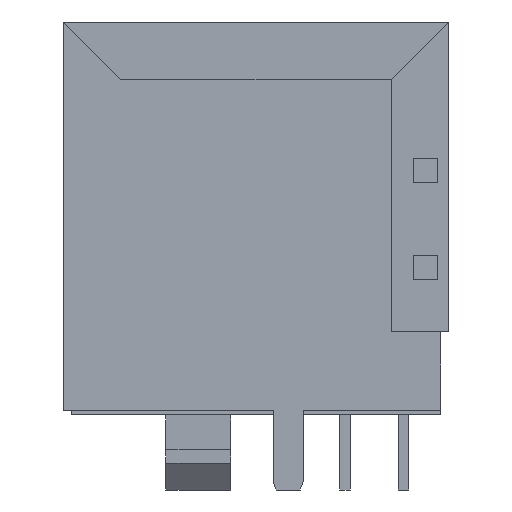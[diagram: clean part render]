
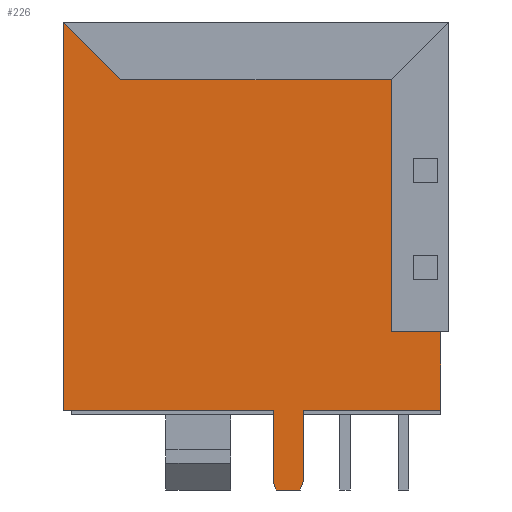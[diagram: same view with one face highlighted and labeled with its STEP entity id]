
A CAD part, left-side view. The second image highlights one B-rep face of the part: STEP entity #226.
In plain terms, the highlighted planar face has unit normal (-1, 0, 0).
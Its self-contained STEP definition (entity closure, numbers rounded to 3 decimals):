
#226 = ADVANCED_FACE ( 'NONE', ( #5716 ), #1455, .T. ) ;
#336 = VECTOR ( 'NONE', #8482, 1000. ) ;
#346 = VECTOR ( 'NONE', #8479, 1000. ) ;
#779 = CARTESIAN_POINT ( 'NONE',  ( -8.05, -8., -5.005 ) ) ;
#821 = CARTESIAN_POINT ( 'NONE',  ( -8.05, -0.74, -8.4 ) ) ;
#1198 = EDGE_LOOP ( 'NONE', ( #7344, #7347, #7345, #7346, #7349, #7348, #7350, #7352, #7351, #7353, #7354, #7355, #7356 ) ) ;
#1455 = PLANE ( 'NONE',  #5736 ) ;
#1456 = CARTESIAN_POINT ( 'NONE',  ( -8.05, 8.35, -8.4 ) ) ;
#1457 = DIRECTION ( 'NONE',  ( -1., 0., 0. ) ) ;
#1458 = DIRECTION ( 'NONE',  ( 0., 0., 1. ) ) ;
#2301 = CARTESIAN_POINT ( 'NONE',  ( -8.05, -5.85, 5.9 ) ) ;
#2345 = CARTESIAN_POINT ( 'NONE',  ( -8.05, 5.85, 5.9 ) ) ;
#2358 = CARTESIAN_POINT ( 'NONE',  ( -8.05, 8.35, -8.4 ) ) ;
#2467 = EDGE_CURVE ( 'NONE', #10006, #8754, #8477, .T. ) ;
#2468 = EDGE_CURVE ( 'NONE', #10028, #10006, #8480, .T. ) ;
#2863 = CARTESIAN_POINT ( 'NONE',  ( -8.05, -2.04, -11.5 ) ) ;
#2887 = CARTESIAN_POINT ( 'NONE',  ( -8.05, 8.35, 8.4 ) ) ;
#2892 = CARTESIAN_POINT ( 'NONE',  ( -8.05, -2.04, -8.4 ) ) ;
#2893 = CARTESIAN_POINT ( 'NONE',  ( -8.05, -1.913, -11.85 ) ) ;
#3090 = CARTESIAN_POINT ( 'NONE',  ( -8.05, -0.867, -11.85 ) ) ;
#3100 = CARTESIAN_POINT ( 'NONE',  ( -8.05, -8., -8.4 ) ) ;
#3103 = CARTESIAN_POINT ( 'NONE',  ( -8.05, -0.74, -11.5 ) ) ;
#3143 = CARTESIAN_POINT ( 'NONE',  ( -8.05, -5.85, -5.005 ) ) ;
#3415 = VECTOR ( 'NONE', #4006, 1000. ) ;
#3417 = VECTOR ( 'NONE', #4015, 1000. ) ;
#3424 = VECTOR ( 'NONE', #4036, 1000. ) ;
#3427 = VECTOR ( 'NONE', #4045, 1000. ) ;
#3429 = VECTOR ( 'NONE', #4051, 1000. ) ;
#3432 = VECTOR ( 'NONE', #4060, 1000. ) ;
#3433 = VECTOR ( 'NONE', #4063, 1000. ) ;
#3451 = VECTOR ( 'NONE', #4117, 1000. ) ;
#3465 = VECTOR ( 'NONE', #4159, 1000. ) ;
#3929 = LINE ( 'NONE', #3930, #7856 ) ;
#3930 = CARTESIAN_POINT ( 'NONE',  ( -8.05, 8.35, -8.4 ) ) ;
#3931 = DIRECTION ( 'NONE',  ( 0., -1., 0. ) ) ;
#4004 = LINE ( 'NONE', #4005, #3415 ) ;
#4005 = CARTESIAN_POINT ( 'NONE',  ( -8.05, -2.04, -8.4 ) ) ;
#4006 = DIRECTION ( 'NONE',  ( 0., 0., -1. ) ) ;
#4013 = LINE ( 'NONE', #4014, #3417 ) ;
#4014 = CARTESIAN_POINT ( 'NONE',  ( -8.05, -0.74, -8.4 ) ) ;
#4015 = DIRECTION ( 'NONE',  ( 0., 0., 1. ) ) ;
#4034 = LINE ( 'NONE', #4035, #3424 ) ;
#4035 = CARTESIAN_POINT ( 'NONE',  ( -8.05, -8., -5.005 ) ) ;
#4036 = DIRECTION ( 'NONE',  ( 0., 0., 1. ) ) ;
#4043 = LINE ( 'NONE', #4044, #3427 ) ;
#4044 = CARTESIAN_POINT ( 'NONE',  ( -8.05, 1.32, -5.841 ) ) ;
#4045 = DIRECTION ( 'NONE',  ( 0., -0.342, -0.94 ) ) ;
#4049 = LINE ( 'NONE', #4050, #3429 ) ;
#4050 = CARTESIAN_POINT ( 'NONE',  ( -8.05, 8.35, 5.9 ) ) ;
#4051 = DIRECTION ( 'NONE',  ( 0., 1., 0. ) ) ;
#4058 = LINE ( 'NONE', #4059, #3432 ) ;
#4059 = CARTESIAN_POINT ( 'NONE',  ( -8.05, -0.74, -11.85 ) ) ;
#4060 = DIRECTION ( 'NONE',  ( 0., 1., 0. ) ) ;
#4061 = LINE ( 'NONE', #4062, #3433 ) ;
#4062 = CARTESIAN_POINT ( 'NONE',  ( -8.05, -1.821, -12.102 ) ) ;
#4063 = DIRECTION ( 'NONE',  ( 0., -0.342, 0.94 ) ) ;
#4115 = LINE ( 'NONE', #4116, #3451 ) ;
#4116 = CARTESIAN_POINT ( 'NONE',  ( -8.05, -0.05, 0. ) ) ;
#4117 = DIRECTION ( 'NONE',  ( 0., 0.707, 0.707 ) ) ;
#4157 = LINE ( 'NONE', #4158, #3465 ) ;
#4158 = CARTESIAN_POINT ( 'NONE',  ( -8.05, 8.35, -8.4 ) ) ;
#4159 = DIRECTION ( 'NONE',  ( 0., -1., 0. ) ) ;
#5638 = VECTOR ( 'NONE', #12273, 1000. ) ;
#5716 = FACE_OUTER_BOUND ( 'NONE', #1198, .T. ) ;
#5736 = AXIS2_PLACEMENT_3D ( 'NONE', #1456, #1457, #1458 ) ;
#7175 = EDGE_CURVE ( 'NONE', #8871, #10097, #3929, .T. ) ;
#7200 = EDGE_CURVE ( 'NONE', #8992, #8946, #4004, .T. ) ;
#7203 = EDGE_CURVE ( 'NONE', #9910, #10097, #4013, .T. ) ;
#7210 = EDGE_CURVE ( 'NONE', #9900, #10028, #4034, .T. ) ;
#7213 = EDGE_CURVE ( 'NONE', #9910, #9886, #4043, .T. ) ;
#7215 = EDGE_CURVE ( 'NONE', #8754, #8849, #4049, .T. ) ;
#7218 = EDGE_CURVE ( 'NONE', #8993, #9886, #4058, .T. ) ;
#7219 = EDGE_CURVE ( 'NONE', #8993, #8946, #4061, .T. ) ;
#7237 = EDGE_CURVE ( 'NONE', #8849, #8986, #4115, .T. ) ;
#7251 = EDGE_CURVE ( 'NONE', #8992, #9900, #4157, .T. ) ;
#7344 = ORIENTED_EDGE ( 'NONE', *, *, #7210, .T. ) ;
#7345 = ORIENTED_EDGE ( 'NONE', *, *, #2467, .T. ) ;
#7346 = ORIENTED_EDGE ( 'NONE', *, *, #7215, .T. ) ;
#7347 = ORIENTED_EDGE ( 'NONE', *, *, #2468, .T. ) ;
#7348 = ORIENTED_EDGE ( 'NONE', *, *, #11837, .F. ) ;
#7349 = ORIENTED_EDGE ( 'NONE', *, *, #7237, .T. ) ;
#7350 = ORIENTED_EDGE ( 'NONE', *, *, #7175, .T. ) ;
#7351 = ORIENTED_EDGE ( 'NONE', *, *, #7213, .T. ) ;
#7352 = ORIENTED_EDGE ( 'NONE', *, *, #7203, .F. ) ;
#7353 = ORIENTED_EDGE ( 'NONE', *, *, #7218, .F. ) ;
#7354 = ORIENTED_EDGE ( 'NONE', *, *, #7219, .T. ) ;
#7355 = ORIENTED_EDGE ( 'NONE', *, *, #7200, .F. ) ;
#7356 = ORIENTED_EDGE ( 'NONE', *, *, #7251, .T. ) ;
#7856 = VECTOR ( 'NONE', #3931, 1000. ) ;
#8477 = LINE ( 'NONE', #8478, #346 ) ;
#8478 = CARTESIAN_POINT ( 'NONE',  ( -8.05, -5.85, -8.4 ) ) ;
#8479 = DIRECTION ( 'NONE',  ( 0., 0., 1. ) ) ;
#8480 = LINE ( 'NONE', #8481, #336 ) ;
#8481 = CARTESIAN_POINT ( 'NONE',  ( -8.05, 8.35, -5.005 ) ) ;
#8482 = DIRECTION ( 'NONE',  ( 0., 1., 0. ) ) ;
#8754 = VERTEX_POINT ( 'NONE', #2301 ) ;
#8849 = VERTEX_POINT ( 'NONE', #2345 ) ;
#8871 = VERTEX_POINT ( 'NONE', #2358 ) ;
#8946 = VERTEX_POINT ( 'NONE', #2863 ) ;
#8986 = VERTEX_POINT ( 'NONE', #2887 ) ;
#8992 = VERTEX_POINT ( 'NONE', #2892 ) ;
#8993 = VERTEX_POINT ( 'NONE', #2893 ) ;
#9886 = VERTEX_POINT ( 'NONE', #3090 ) ;
#9900 = VERTEX_POINT ( 'NONE', #3100 ) ;
#9910 = VERTEX_POINT ( 'NONE', #3103 ) ;
#10006 = VERTEX_POINT ( 'NONE', #3143 ) ;
#10028 = VERTEX_POINT ( 'NONE', #779 ) ;
#10097 = VERTEX_POINT ( 'NONE', #821 ) ;
#11837 = EDGE_CURVE ( 'NONE', #8871, #8986, #12271, .T. ) ;
#12271 = LINE ( 'NONE', #12272, #5638 ) ;
#12272 = CARTESIAN_POINT ( 'NONE',  ( -8.05, 8.35, -8.4 ) ) ;
#12273 = DIRECTION ( 'NONE',  ( 0., 0., 1. ) ) ;
